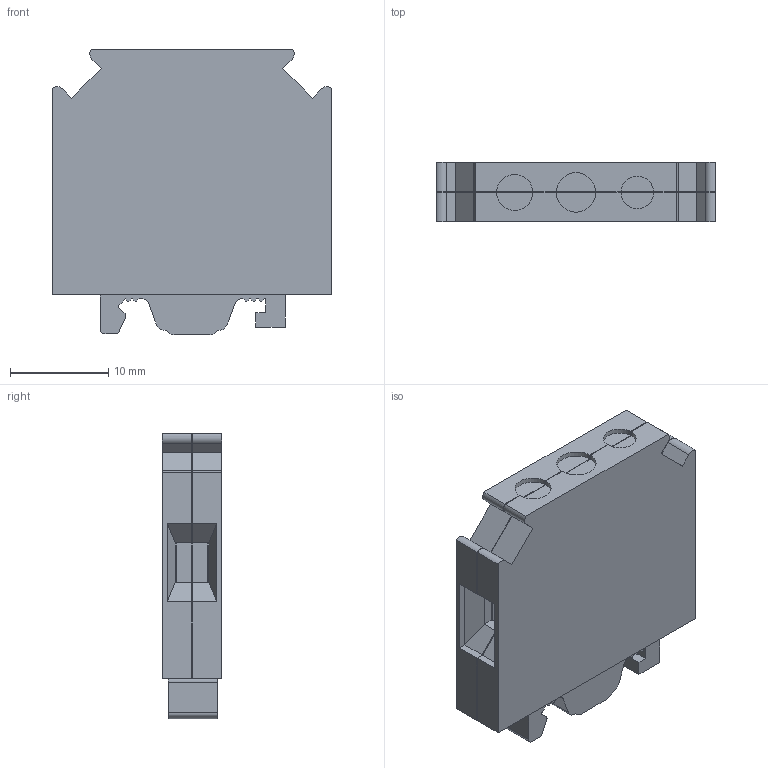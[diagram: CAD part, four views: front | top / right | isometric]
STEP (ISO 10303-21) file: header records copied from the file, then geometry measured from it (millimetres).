
FILE_DESCRIPTION(/* description */ ('Unknown'),/* implementation_level */ '2;1');
FILE_NAME(/* name */ 'SET4_GNYE_3D',/* time_stamp */ '2019-10-26T16:52:02+05:00',/* author */ ('Unknown'),/* organization */ ('Unknown'),/* preprocessor_version */ 'ST-DEVELOPER v16.7',/* originating_system */ 'DEX',/* authorisation */ $);
FILE_SCHEMA (('AUTOMOTIVE_DESIGN {1 0 10303 214 3 1 1}'));
Length unit declared in the file: millimetre
Products named in the file (1): SET4
Bounding box: 28.5 x 6.05 x 29.13 mm (x, y, z)
Volume: 3947.9 mm3; surface area: 3371.4 mm2
Topology: 1 solids, 2 shells, 305 faces, 888 edges, 587 vertices
Faces by surface type: plane 199, cylinder 80, torus 12, bspline 12, cone 2
Full cylindrical faces by diameter (mm): 1.2 x2, 2 x4
Entity records: 12422 total; most frequent: CARTESIAN_POINT 2225, ORIENTED_EDGE 1758, DIRECTION 1565, EDGE_CURVE 879, LINE 645, VECTOR 645, VERTEX_POINT 584, AXIS2_PLACEMENT_3D 460
